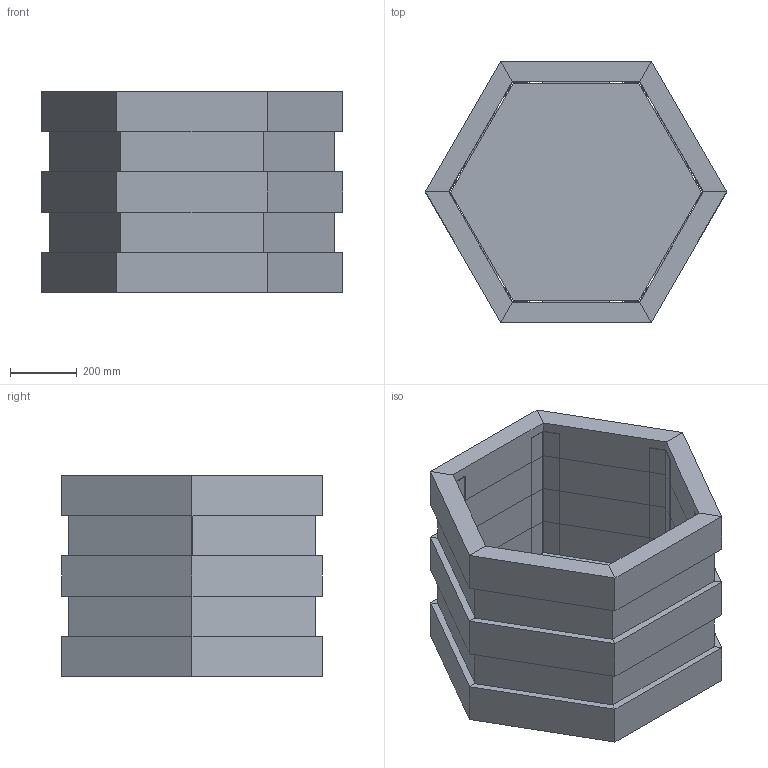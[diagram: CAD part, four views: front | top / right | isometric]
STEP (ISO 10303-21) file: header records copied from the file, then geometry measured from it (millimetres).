
FILE_DESCRIPTION(/* description */ (''),/* implementation_level */ '2;1');
FILE_NAME(/* name */ 'BB Barcelona Ø90x60 3D.stp',/* time_stamp */ '2021-10-08T12:40:15+02:00',/* author */ ('vital'),/* organization */ (''),/* preprocessor_version */ 'ST-DEVELOPER v18.1',/* originating_system */ 'Autodesk Inventor 2022',/* authorisation */ '');
FILE_SCHEMA (('AUTOMOTIVE_DESIGN { 1 0 10303 214 3 1 1 }'));
Length unit declared in the file: millimetre
Products named in the file (1): BB Barcelona Ø90x60 3D
Bounding box: 900 x 779.42 x 600 mm (x, y, z)
Volume: 88498152.7 mm3; surface area: 6590683.9 mm2
Topology: 44 solids, 44 shells, 311 faces, 621 edges, 398 vertices
Faces by surface type: plane 298, cylinder 13
Full cylindrical faces by diameter (mm): 120 x1
Entity records: 8180 total; most frequent: CARTESIAN_POINT 1331, DIRECTION 1271, ORIENTED_EDGE 1242, EDGE_CURVE 621, LINE 595, VECTOR 595, VERTEX_POINT 398, STYLED_ITEM 355
